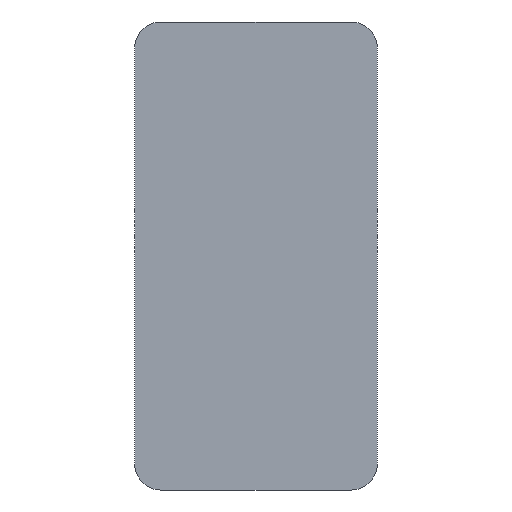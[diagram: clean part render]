
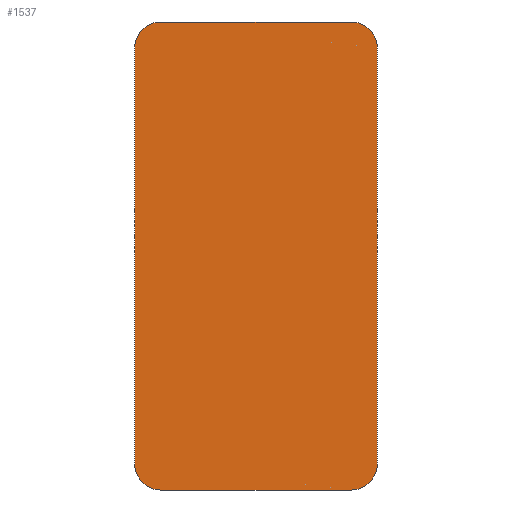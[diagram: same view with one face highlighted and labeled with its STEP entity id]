
A CAD part, front view. The second image highlights one B-rep face of the part: STEP entity #1537.
In plain terms, the highlighted planar face has unit normal (0, -1, 0).
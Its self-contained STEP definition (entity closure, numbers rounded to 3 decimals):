
#66=PLANE('',#1721);
#150=FACE_OUTER_BOUND('',#237,.T.);
#237=EDGE_LOOP('',(#1407,#1408,#1409,#1410,#1411,#1412,#1413,#1414));
#359=LINE('',#2626,#494);
#367=LINE('',#2657,#502);
#370=LINE('',#2666,#505);
#372=LINE('',#2673,#507);
#494=VECTOR('',#2133,10.);
#502=VECTOR('',#2175,10.);
#505=VECTOR('',#2184,10.);
#507=VECTOR('',#2196,10.);
#590=CIRCLE('',#1711,7.5);
#591=CIRCLE('',#1714,7.5);
#592=CIRCLE('',#1717,7.5);
#593=CIRCLE('',#1719,7.5);
#729=VERTEX_POINT('',#2623);
#730=VERTEX_POINT('',#2625);
#734=VERTEX_POINT('',#2649);
#735=VERTEX_POINT('',#2651);
#736=VERTEX_POINT('',#2655);
#737=VERTEX_POINT('',#2659);
#738=VERTEX_POINT('',#2661);
#739=VERTEX_POINT('',#2665);
#944=EDGE_CURVE('',#729,#730,#359,.T.);
#953=EDGE_CURVE('',#734,#735,#590,.T.);
#956=EDGE_CURVE('',#736,#734,#367,.T.);
#958=EDGE_CURVE('',#737,#738,#591,.T.);
#960=EDGE_CURVE('',#738,#739,#370,.T.);
#962=EDGE_CURVE('',#739,#729,#592,.T.);
#963=EDGE_CURVE('',#730,#736,#593,.T.);
#964=EDGE_CURVE('',#735,#737,#372,.T.);
#1407=ORIENTED_EDGE('',*,*,#953,.F.);
#1408=ORIENTED_EDGE('',*,*,#956,.F.);
#1409=ORIENTED_EDGE('',*,*,#963,.F.);
#1410=ORIENTED_EDGE('',*,*,#944,.F.);
#1411=ORIENTED_EDGE('',*,*,#962,.F.);
#1412=ORIENTED_EDGE('',*,*,#960,.F.);
#1413=ORIENTED_EDGE('',*,*,#958,.F.);
#1414=ORIENTED_EDGE('',*,*,#964,.F.);
#1537=ADVANCED_FACE('',(#150),#66,.F.);
#1711=AXIS2_PLACEMENT_3D('',#2652,#2169,#2170);
#1714=AXIS2_PLACEMENT_3D('',#2662,#2179,#2180);
#1717=AXIS2_PLACEMENT_3D('',#2669,#2188,#2189);
#1719=AXIS2_PLACEMENT_3D('',#2671,#2192,#2193);
#1721=AXIS2_PLACEMENT_3D('',#2674,#2197,#2198);
#2133=DIRECTION('',(1.,0.,0.));
#2169=DIRECTION('center_axis',(0.,1.,0.));
#2170=DIRECTION('ref_axis',(0.707,0.,-0.707));
#2175=DIRECTION('',(0.,0.,-1.));
#2179=DIRECTION('center_axis',(0.,1.,0.));
#2180=DIRECTION('ref_axis',(-0.707,0.,-0.707));
#2184=DIRECTION('',(0.,0.,1.));
#2188=DIRECTION('center_axis',(0.,1.,0.));
#2189=DIRECTION('ref_axis',(-0.707,0.,0.707));
#2192=DIRECTION('center_axis',(0.,1.,0.));
#2193=DIRECTION('ref_axis',(0.707,0.,0.707));
#2196=DIRECTION('',(-1.,0.,0.));
#2197=DIRECTION('center_axis',(0.,1.,0.));
#2198=DIRECTION('ref_axis',(1.,0.,0.));
#2623=CARTESIAN_POINT('',(-27.5,0.,67.5));
#2625=CARTESIAN_POINT('',(27.5,0.,67.5));
#2626=CARTESIAN_POINT('',(-35.,0.,67.5));
#2649=CARTESIAN_POINT('',(35.,0.,-60.));
#2651=CARTESIAN_POINT('',(27.5,0.,-67.5));
#2652=CARTESIAN_POINT('Origin',(27.5,0.,-60.));
#2655=CARTESIAN_POINT('',(35.,0.,60.));
#2657=CARTESIAN_POINT('',(35.,0.,67.5));
#2659=CARTESIAN_POINT('',(-27.5,0.,-67.5));
#2661=CARTESIAN_POINT('',(-35.,0.,-60.));
#2662=CARTESIAN_POINT('Origin',(-27.5,0.,-60.));
#2665=CARTESIAN_POINT('',(-35.,0.,60.));
#2666=CARTESIAN_POINT('',(-35.,0.,-67.5));
#2669=CARTESIAN_POINT('Origin',(-27.5,0.,60.));
#2671=CARTESIAN_POINT('Origin',(27.5,0.,60.));
#2673=CARTESIAN_POINT('',(35.,0.,-67.5));
#2674=CARTESIAN_POINT('Origin',(0.,0.,0.));
